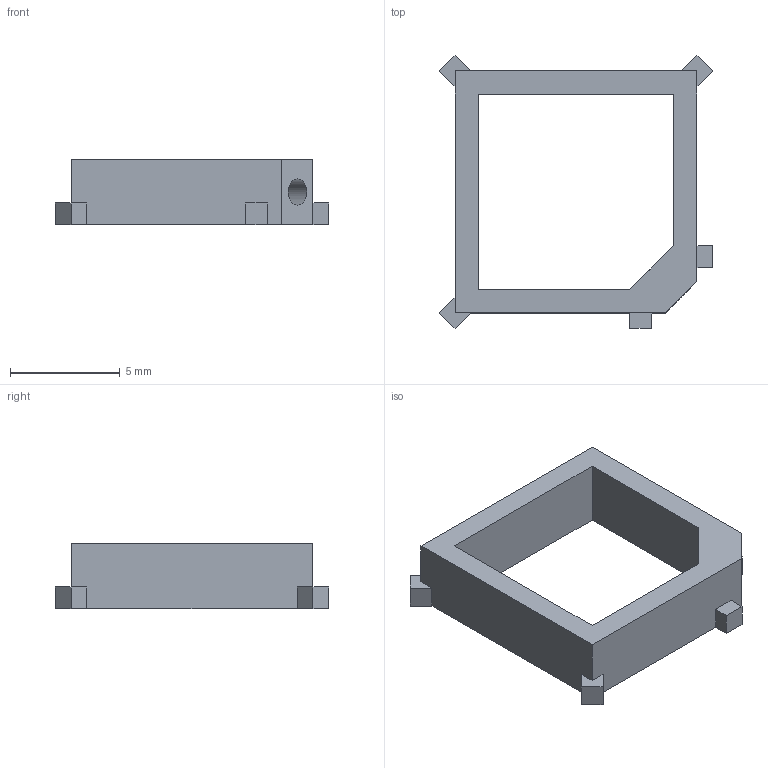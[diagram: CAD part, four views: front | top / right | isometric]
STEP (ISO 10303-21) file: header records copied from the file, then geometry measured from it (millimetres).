
FILE_DESCRIPTION(/* description */ ('STEP AP214'),/* implementation_level */ '2;1');
FILE_NAME(/* name */ '613a156460e2c05fc4517640',/* time_stamp */ '2021-09-09T14:08:36+00:00',/* author */ (''),/* organization */ (''),/* preprocessor_version */ 'ST-DEVELOPER v18.1',/* originating_system */ ' ',/* authorisation */ ' ');
FILE_SCHEMA (('AUTOMOTIVE_DESIGN {1 0 10303 214 3 1 1}'));
Length unit declared in the file: metre
Products named in the file (1): Part 1
Bounding box: 12.41 x 12.41 x 3 mm (x, y, z)
Volume: 131.5 mm3; surface area: 338.9 mm2
Topology: 1 solids, 1 shells, 33 faces, 93 edges, 62 vertices
Faces by surface type: plane 32, cylinder 1
Full cylindrical faces by diameter (mm): 1.19 x1
Entity records: 1084 total; most frequent: CARTESIAN_POINT 188, ORIENTED_EDGE 184, DIRECTION 162, EDGE_CURVE 92, LINE 90, VECTOR 90, VERTEX_POINT 62, EDGE_LOOP 38
